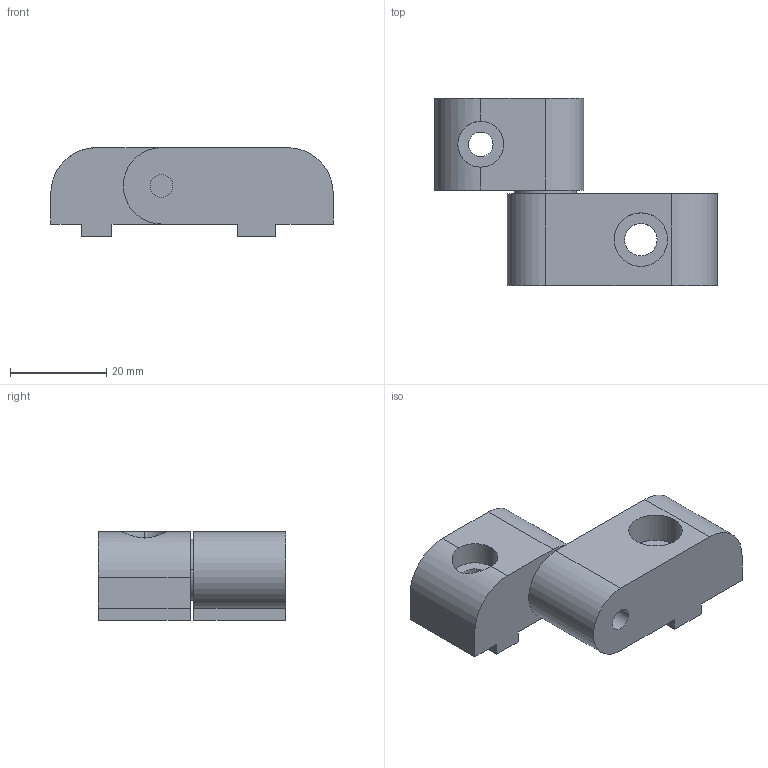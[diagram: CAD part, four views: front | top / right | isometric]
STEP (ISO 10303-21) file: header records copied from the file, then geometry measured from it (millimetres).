
FILE_DESCRIPTION((''),'2;1');
FILE_NAME('13HI8100.stp','2015-07-15T09:09:12',(''),(''),'Mechanical Desktop 2011','Mechanical Desktop 2011',', , ');
FILE_SCHEMA(('AUTOMOTIVE_DESIGN { 1 2 10303 214 1 1 1 1 }'));
Length unit declared in the file: inch
Products named in the file (1): Product
Bounding box: 58.7 x 38.86 x 18.41 mm (x, y, z)
Volume: 19706.2 mm3; surface area: 9825.7 mm2
Topology: 6 solids, 6 shells, 63 faces, 146 edges, 97 vertices
Faces by surface type: bspline 33, cylinder 16, plane 14
Entity records: 2140 total; most frequent: CARTESIAN_POINT 675, ORIENTED_EDGE 290, DIRECTION 273, EDGE_CURVE 145, AXIS2_PLACEMENT_3D 98, VERTEX_POINT 96, EDGE_LOOP 79, VECTOR 77
